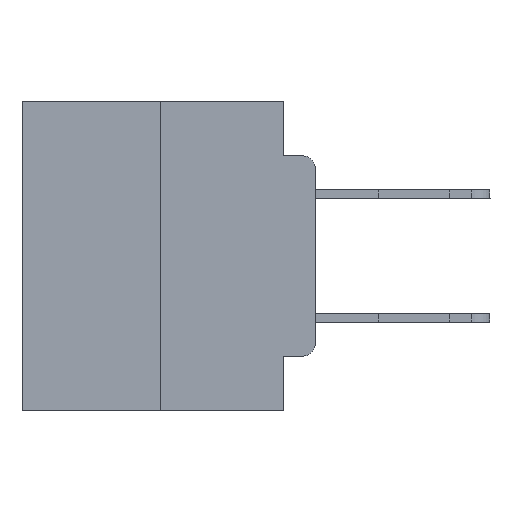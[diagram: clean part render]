
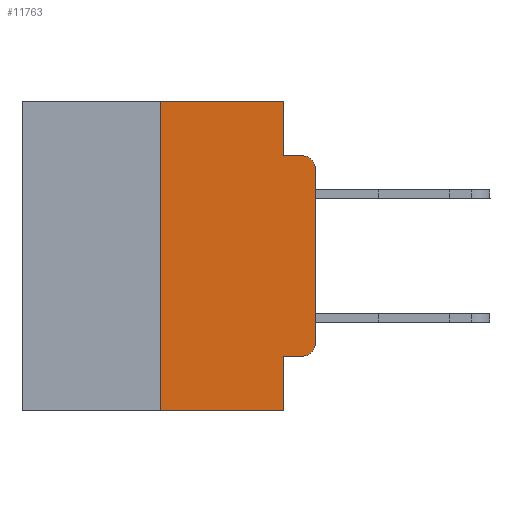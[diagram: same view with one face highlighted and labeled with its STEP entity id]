
A CAD part, left-side view. The second image highlights one B-rep face of the part: STEP entity #11763.
In plain terms, the highlighted planar face has unit normal (-1, 0, 0).
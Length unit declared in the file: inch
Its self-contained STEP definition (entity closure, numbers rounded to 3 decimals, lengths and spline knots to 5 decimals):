
#764 = VERTEX_POINT ( 'NONE', #4928 ) ;
#930 = CARTESIAN_POINT ( 'NONE',  ( 0., 0.051, 0. ) ) ;
#1068 = CARTESIAN_POINT ( 'NONE',  ( 0., 0.051, -0.4115 ) ) ;
#1151 = ORIENTED_EDGE ( 'NONE', *, *, #14676, .T. ) ;
#1711 = CARTESIAN_POINT ( 'NONE',  ( 0., 0.02, -0.1085 ) ) ;
#1769 = ORIENTED_EDGE ( 'NONE', *, *, #10795, .F. ) ;
#3356 = EDGE_CURVE ( 'NONE', #12041, #22383, #14701, .T. ) ;
#3413 = VERTEX_POINT ( 'NONE', #11460 ) ;
#3482 = CARTESIAN_POINT ( 'NONE',  ( 0., 0.051, 0. ) ) ;
#3756 = VERTEX_POINT ( 'NONE', #14839 ) ;
#3792 = VERTEX_POINT ( 'NONE', #16716 ) ;
#4256 = CARTESIAN_POINT ( 'NONE',  ( 0., 0.473, -0.5 ) ) ;
#4464 = VECTOR ( 'NONE', #17589, 39.37008 ) ;
#4508 = AXIS2_PLACEMENT_3D ( 'NONE', #1711, #5996, #22373 ) ;
#4587 = ORIENTED_EDGE ( 'NONE', *, *, #23820, .T. ) ;
#4850 = ORIENTED_EDGE ( 'NONE', *, *, #11146, .T. ) ;
#4928 = CARTESIAN_POINT ( 'NONE',  ( 0., 0.02, -0.4115 ) ) ;
#4970 = CARTESIAN_POINT ( 'NONE',  ( 0., 0.051, -0.4115 ) ) ;
#5105 = LINE ( 'NONE', #3482, #4464 ) ;
#5449 = CARTESIAN_POINT ( 'NONE',  ( 0., 0., -0.3915 ) ) ;
#5996 = DIRECTION ( 'NONE',  ( -1., 0., 0. ) ) ;
#6244 = EDGE_CURVE ( 'NONE', #7129, #3413, #8268, .T. ) ;
#6696 = VERTEX_POINT ( 'NONE', #17508 ) ;
#6969 = DIRECTION ( 'NONE',  ( 0., -1., 0. ) ) ;
#7059 = DIRECTION ( 'NONE',  ( 0., -1., 0. ) ) ;
#7129 = VERTEX_POINT ( 'NONE', #12767 ) ;
#7256 = VERTEX_POINT ( 'NONE', #5449 ) ;
#7396 = LINE ( 'NONE', #1068, #15785 ) ;
#7843 = FACE_OUTER_BOUND ( 'NONE', #26045, .T. ) ;
#8060 = LINE ( 'NONE', #23697, #20898 ) ;
#8268 = LINE ( 'NONE', #15978, #12137 ) ;
#8707 = CARTESIAN_POINT ( 'NONE',  ( 0., 0.473, 0. ) ) ;
#9022 = EDGE_CURVE ( 'NONE', #3792, #3756, #21589, .T. ) ;
#9665 = PLANE ( 'NONE',  #18084 ) ;
#10317 = CARTESIAN_POINT ( 'NONE',  ( 0., 0.473, 0. ) ) ;
#10463 = AXIS2_PLACEMENT_3D ( 'NONE', #11153, #17600, #11335 ) ;
#10742 = EDGE_CURVE ( 'NONE', #6696, #3756, #8060, .T. ) ;
#10795 = EDGE_CURVE ( 'NONE', #20683, #6696, #5105, .T. ) ;
#11146 = EDGE_CURVE ( 'NONE', #7129, #22383, #13665, .T. ) ;
#11153 = CARTESIAN_POINT ( 'NONE',  ( 0., 0.02, -0.3915 ) ) ;
#11335 = DIRECTION ( 'NONE',  ( 0., 0., -1. ) ) ;
#11460 = CARTESIAN_POINT ( 'NONE',  ( 0., 0.25, 0. ) ) ;
#11518 = ORIENTED_EDGE ( 'NONE', *, *, #3356, .F. ) ;
#11763 = ADVANCED_FACE ( 'NONE', ( #7843 ), #9665, .F. ) ;
#12041 = VERTEX_POINT ( 'NONE', #4970 ) ;
#12137 = VECTOR ( 'NONE', #17852, 39.37008 ) ;
#12526 = VECTOR ( 'NONE', #23068, 39.37008 ) ;
#12767 = CARTESIAN_POINT ( 'NONE',  ( 0., 0.25, -0.5 ) ) ;
#12838 = VECTOR ( 'NONE', #21661, 39.37008 ) ;
#13665 = LINE ( 'NONE', #4256, #21036 ) ;
#13683 = CARTESIAN_POINT ( 'NONE',  ( 0., 0.051, 0. ) ) ;
#14676 = EDGE_CURVE ( 'NONE', #7256, #3792, #16980, .T. ) ;
#14701 = LINE ( 'NONE', #930, #17260 ) ;
#14839 = CARTESIAN_POINT ( 'NONE',  ( 0., 0.02, -0.0885 ) ) ;
#14969 = DIRECTION ( 'NONE',  ( 1., 0., 0. ) ) ;
#15324 = DIRECTION ( 'NONE',  ( 0., 0., -1. ) ) ;
#15574 = ORIENTED_EDGE ( 'NONE', *, *, #6244, .F. ) ;
#15785 = VECTOR ( 'NONE', #7059, 39.37008 ) ;
#15978 = CARTESIAN_POINT ( 'NONE',  ( 0., 0.25, 0. ) ) ;
#16716 = CARTESIAN_POINT ( 'NONE',  ( 0., 0., -0.1085 ) ) ;
#16980 = LINE ( 'NONE', #17905, #12838 ) ;
#17260 = VECTOR ( 'NONE', #15324, 39.37008 ) ;
#17508 = CARTESIAN_POINT ( 'NONE',  ( 0., 0.051, -0.0885 ) ) ;
#17589 = DIRECTION ( 'NONE',  ( 0., 0., -1. ) ) ;
#17600 = DIRECTION ( 'NONE',  ( -1., 0., 0. ) ) ;
#17852 = DIRECTION ( 'NONE',  ( 0., 0., 1. ) ) ;
#17905 = CARTESIAN_POINT ( 'NONE',  ( 0., 0., 0. ) ) ;
#17978 = LINE ( 'NONE', #8707, #12526 ) ;
#18084 = AXIS2_PLACEMENT_3D ( 'NONE', #10317, #14969, #25301 ) ;
#18089 = CIRCLE ( 'NONE', #10463, 0.02 ) ;
#18744 = DIRECTION ( 'NONE',  ( 0., -1., 0. ) ) ;
#19680 = ORIENTED_EDGE ( 'NONE', *, *, #22275, .T. ) ;
#20683 = VERTEX_POINT ( 'NONE', #13683 ) ;
#20898 = VECTOR ( 'NONE', #6969, 39.37008 ) ;
#21036 = VECTOR ( 'NONE', #18744, 39.37008 ) ;
#21589 = CIRCLE ( 'NONE', #4508, 0.02 ) ;
#21661 = DIRECTION ( 'NONE',  ( 0., 0., 1. ) ) ;
#21988 = ORIENTED_EDGE ( 'NONE', *, *, #26280, .F. ) ;
#22275 = EDGE_CURVE ( 'NONE', #764, #7256, #18089, .T. ) ;
#22373 = DIRECTION ( 'NONE',  ( 0., 0., -1. ) ) ;
#22383 = VERTEX_POINT ( 'NONE', #23894 ) ;
#22600 = ORIENTED_EDGE ( 'NONE', *, *, #9022, .T. ) ;
#22952 = ORIENTED_EDGE ( 'NONE', *, *, #10742, .F. ) ;
#23068 = DIRECTION ( 'NONE',  ( 0., -1., 0. ) ) ;
#23697 = CARTESIAN_POINT ( 'NONE',  ( 0., 0.051, -0.0885 ) ) ;
#23820 = EDGE_CURVE ( 'NONE', #12041, #764, #7396, .T. ) ;
#23894 = CARTESIAN_POINT ( 'NONE',  ( 0., 0.051, -0.5 ) ) ;
#25301 = DIRECTION ( 'NONE',  ( 0., 0., -1. ) ) ;
#26045 = EDGE_LOOP ( 'NONE', ( #1151, #22600, #22952, #1769, #21988, #15574, #4850, #11518, #4587, #19680 ) ) ;
#26280 = EDGE_CURVE ( 'NONE', #3413, #20683, #17978, .T. ) ;
